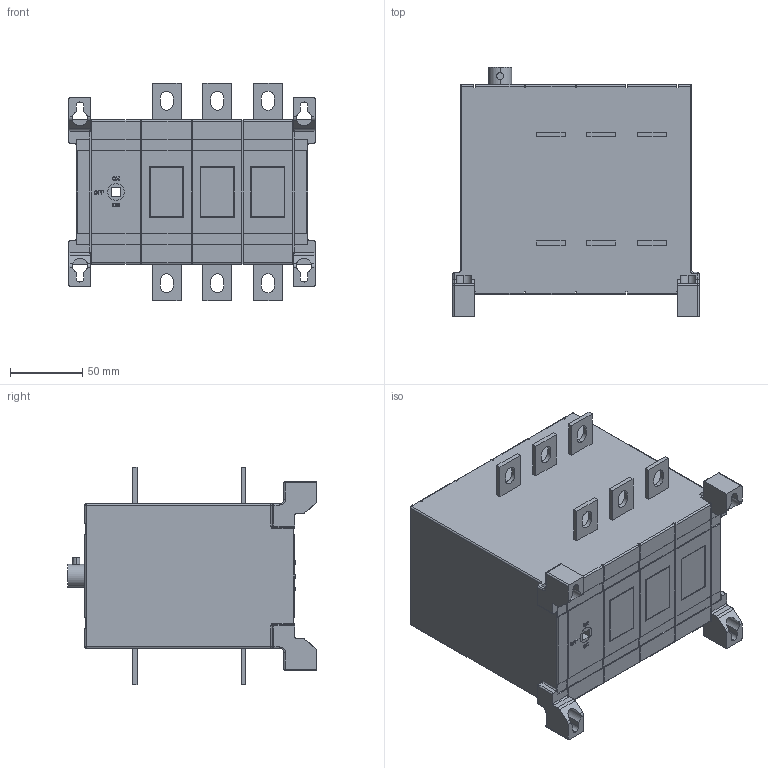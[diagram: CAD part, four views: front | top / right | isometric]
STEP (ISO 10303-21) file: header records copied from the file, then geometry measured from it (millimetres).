
FILE_DESCRIPTION (( 'STEP AP203' ), '1' );
FILE_NAME ('TwinBlock reversible 250A (tb-s-250-3p-rev).STEP', '2018-09-04T05:46:04', ( '' ), ( '' ), 'SwSTEP 2.0', 'SolidWorks 2017', '' );
FILE_SCHEMA (( 'CONFIG_CONTROL_DESIGN' ));
Length unit declared in the file: millimetre
Products named in the file (1): TwinBlock reversible 250A (tb-s-250-3p-rev)
Bounding box: 170 x 172 x 150 mm (x, y, z)
Volume: 2344271.8 mm3; surface area: 141878.4 mm2
Topology: 1 solids, 1 shells, 1031 faces, 2769 edges, 1801 vertices
Faces by surface type: plane 651, cylinder 183, bspline 166, torus 16, sphere 15
Entity records: 41273 total; most frequent: CARTESIAN_POINT 16412, ORIENTED_EDGE 5508, DIRECTION 4426, EDGE_CURVE 2754, VECTOR 2022, LINE 2022, VERTEX_POINT 1801, AXIS2_PLACEMENT_3D 1202
